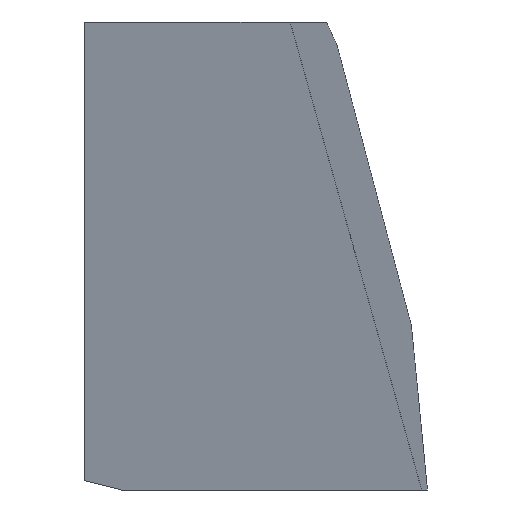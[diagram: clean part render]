
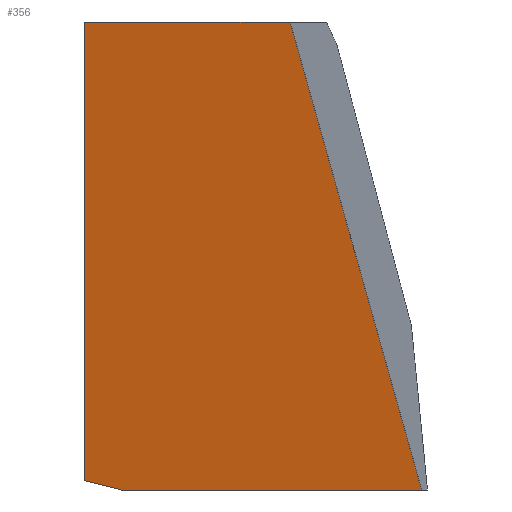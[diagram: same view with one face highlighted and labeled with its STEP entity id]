
A CAD part, left-side view. The second image highlights one B-rep face of the part: STEP entity #356.
In plain terms, the highlighted planar face has unit normal (-0.981, 0.15, -0.121).
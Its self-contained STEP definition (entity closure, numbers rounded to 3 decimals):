
#98 = PLANE('',#99);
#99 = AXIS2_PLACEMENT_3D('',#100,#101,#102);
#100 = CARTESIAN_POINT('',(0.302,0.4,0.553)
  );
#101 = DIRECTION('',(0.207,0.946,-0.249));
#102 = DIRECTION('',(0.,0.255,0.967));
#125 = PLANE('',#126);
#126 = AXIS2_PLACEMENT_3D('',#127,#128,#129);
#127 = CARTESIAN_POINT('',(0.266,0.713,1.));
#128 = DIRECTION('',(-0.,-0.,-1.));
#129 = DIRECTION('',(-1.,0.,0.));
#152 = PLANE('',#153);
#153 = AXIS2_PLACEMENT_3D('',#154,#155,#156);
#154 = CARTESIAN_POINT('',(0.363,1.,0.515));
#155 = DIRECTION('',(-0.,-1.,-0.));
#156 = DIRECTION('',(0.,0.,-1.));
#177 = PLANE('',#178);
#178 = AXIS2_PLACEMENT_3D('',#179,#180,#181);
#179 = CARTESIAN_POINT('',(0.474,0.832,0.167)
  );
#180 = DIRECTION('',(-0.685,-0.099,0.722)
  );
#181 = DIRECTION('',(0.725,0.,0.688));
#229 = PLANE('',#230);
#230 = AXIS2_PLACEMENT_3D('',#231,#232,#233);
#231 = CARTESIAN_POINT('',(0.268,0.582,
    0.));
#232 = DIRECTION('',(0.,0.,1.));
#233 = DIRECTION('',(1.,0.,0.));
#288 = VERTEX_POINT('',#289);
#289 = CARTESIAN_POINT('',(0.296,1.,0.02));
#309 = EDGE_CURVE('',#288,#310,#312,.T.);
#310 = VERTEX_POINT('',#311);
#311 = CARTESIAN_POINT('',(0.286,0.92,0.));
#312 = SURFACE_CURVE('',#313,(#317,#324),.PCURVE_S1.);
#313 = LINE('',#314,#315);
#314 = CARTESIAN_POINT('',(0.296,1.,0.02));
#315 = VECTOR('',#316,1.);
#316 = DIRECTION('',(-0.117,-0.963,-0.243));
#317 = PCURVE('',#177,#318);
#318 = DEFINITIONAL_REPRESENTATION('',(#319),#323);
#319 = LINE('',#320,#321);
#320 = CARTESIAN_POINT('',(-0.23,0.168));
#321 = VECTOR('',#322,1.);
#322 = DIRECTION('',(-0.252,-0.968));
#323 = ( GEOMETRIC_REPRESENTATION_CONTEXT(2) 
PARAMETRIC_REPRESENTATION_CONTEXT() REPRESENTATION_CONTEXT('2D SPACE',''
  ) );
#324 = PCURVE('',#325,#330);
#325 = PLANE('',#326);
#326 = AXIS2_PLACEMENT_3D('',#327,#328,#329);
#327 = CARTESIAN_POINT('',(0.196,0.699,0.459)
  );
#328 = DIRECTION('',(0.981,-0.15,0.121));
#329 = DIRECTION('',(0.151,0.989,0.));
#330 = DEFINITIONAL_REPRESENTATION('',(#331),#334);
#331 = B_SPLINE_CURVE_WITH_KNOTS('',1,(#332,#333),.UNSPECIFIED.,.F.,.F.,
  (2,2),(0.,0.083),.PIECEWISE_BEZIER_KNOTS.);
#332 = CARTESIAN_POINT('',(0.313,-0.442));
#333 = CARTESIAN_POINT('',(0.232,-0.462));
#334 = ( GEOMETRIC_REPRESENTATION_CONTEXT(2) 
PARAMETRIC_REPRESENTATION_CONTEXT() REPRESENTATION_CONTEXT('2D SPACE',''
  ) );
#356 = ADVANCED_FACE('',(#357),#325,.F.);
#357 = FACE_BOUND('',#358,.F.);
#358 = EDGE_LOOP('',(#359,#381,#382,#404,#426));
#359 = ORIENTED_EDGE('',*,*,#360,.T.);
#360 = EDGE_CURVE('',#361,#310,#363,.T.);
#361 = VERTEX_POINT('',#362);
#362 = CARTESIAN_POINT('',(0.188,0.279,
    0.));
#363 = SURFACE_CURVE('',#364,(#368,#375),.PCURVE_S1.);
#364 = LINE('',#365,#366);
#365 = CARTESIAN_POINT('',(0.188,0.279,0.));
#366 = VECTOR('',#367,1.);
#367 = DIRECTION('',(0.151,0.989,0.));
#368 = PCURVE('',#325,#369);
#369 = DEFINITIONAL_REPRESENTATION('',(#370),#374);
#370 = LINE('',#371,#372);
#371 = CARTESIAN_POINT('',(-0.416,-0.462));
#372 = VECTOR('',#373,1.);
#373 = DIRECTION('',(1.,0.));
#374 = ( GEOMETRIC_REPRESENTATION_CONTEXT(2) 
PARAMETRIC_REPRESENTATION_CONTEXT() REPRESENTATION_CONTEXT('2D SPACE',''
  ) );
#375 = PCURVE('',#229,#376);
#376 = DEFINITIONAL_REPRESENTATION('',(#377),#380);
#377 = B_SPLINE_CURVE_WITH_KNOTS('',1,(#378,#379),.UNSPECIFIED.,.F.,.F.,
  (2,2),(0.,0.648),.PIECEWISE_BEZIER_KNOTS.);
#378 = CARTESIAN_POINT('',(-0.08,-0.303));
#379 = CARTESIAN_POINT('',(0.018,0.338));
#380 = ( GEOMETRIC_REPRESENTATION_CONTEXT(2) 
PARAMETRIC_REPRESENTATION_CONTEXT() REPRESENTATION_CONTEXT('2D SPACE',''
  ) );
#381 = ORIENTED_EDGE('',*,*,#309,.F.);
#382 = ORIENTED_EDGE('',*,*,#383,.T.);
#383 = EDGE_CURVE('',#288,#384,#386,.T.);
#384 = VERTEX_POINT('',#385);
#385 = CARTESIAN_POINT('',(0.175,1.,1.));
#386 = SURFACE_CURVE('',#387,(#391,#398),.PCURVE_S1.);
#387 = LINE('',#388,#389);
#388 = CARTESIAN_POINT('',(0.296,1.,0.02));
#389 = VECTOR('',#390,1.);
#390 = DIRECTION('',(-0.123,0.,0.992));
#391 = PCURVE('',#325,#392);
#392 = DEFINITIONAL_REPRESENTATION('',(#393),#397);
#393 = LINE('',#394,#395);
#394 = CARTESIAN_POINT('',(0.313,-0.442));
#395 = VECTOR('',#396,1.);
#396 = DIRECTION('',(-0.019,1.));
#397 = ( GEOMETRIC_REPRESENTATION_CONTEXT(2) 
PARAMETRIC_REPRESENTATION_CONTEXT() REPRESENTATION_CONTEXT('2D SPACE',''
  ) );
#398 = PCURVE('',#152,#399);
#399 = DEFINITIONAL_REPRESENTATION('',(#400),#403);
#400 = B_SPLINE_CURVE_WITH_KNOTS('',1,(#401,#402),.UNSPECIFIED.,.F.,.F.,
  (2,2),(0.,0.987),.PIECEWISE_BEZIER_KNOTS.);
#401 = CARTESIAN_POINT('',(0.495,-0.067));
#402 = CARTESIAN_POINT('',(-0.485,-0.188));
#403 = ( GEOMETRIC_REPRESENTATION_CONTEXT(2) 
PARAMETRIC_REPRESENTATION_CONTEXT() REPRESENTATION_CONTEXT('2D SPACE',''
  ) );
#404 = ORIENTED_EDGE('',*,*,#405,.T.);
#405 = EDGE_CURVE('',#384,#406,#408,.T.);
#406 = VERTEX_POINT('',#407);
#407 = CARTESIAN_POINT('',(0.108,0.561,1.));
#408 = SURFACE_CURVE('',#409,(#413,#420),.PCURVE_S1.);
#409 = LINE('',#410,#411);
#410 = CARTESIAN_POINT('',(0.175,1.,1.));
#411 = VECTOR('',#412,1.);
#412 = DIRECTION('',(-0.151,-0.989,0.));
#413 = PCURVE('',#325,#414);
#414 = DEFINITIONAL_REPRESENTATION('',(#415),#419);
#415 = LINE('',#416,#417);
#416 = CARTESIAN_POINT('',(0.294,0.545));
#417 = VECTOR('',#418,1.);
#418 = DIRECTION('',(-1.,0.));
#419 = ( GEOMETRIC_REPRESENTATION_CONTEXT(2) 
PARAMETRIC_REPRESENTATION_CONTEXT() REPRESENTATION_CONTEXT('2D SPACE',''
  ) );
#420 = PCURVE('',#125,#421);
#421 = DEFINITIONAL_REPRESENTATION('',(#422),#425);
#422 = B_SPLINE_CURVE_WITH_KNOTS('',1,(#423,#424),.UNSPECIFIED.,.F.,.F.,
  (2,2),(0.,0.444),.PIECEWISE_BEZIER_KNOTS.);
#423 = CARTESIAN_POINT('',(0.091,0.287));
#424 = CARTESIAN_POINT('',(0.158,-0.152));
#425 = ( GEOMETRIC_REPRESENTATION_CONTEXT(2) 
PARAMETRIC_REPRESENTATION_CONTEXT() REPRESENTATION_CONTEXT('2D SPACE',''
  ) );
#426 = ORIENTED_EDGE('',*,*,#427,.T.);
#427 = EDGE_CURVE('',#406,#361,#428,.T.);
#428 = SURFACE_CURVE('',#429,(#433,#440),.PCURVE_S1.);
#429 = LINE('',#430,#431);
#430 = CARTESIAN_POINT('',(0.108,0.561,1.));
#431 = VECTOR('',#432,1.);
#432 = DIRECTION('',(0.077,-0.27,-0.96)
  );
#433 = PCURVE('',#325,#434);
#434 = DEFINITIONAL_REPRESENTATION('',(#435),#439);
#435 = LINE('',#436,#437);
#436 = CARTESIAN_POINT('',(-0.15,0.545));
#437 = VECTOR('',#438,1.);
#438 = DIRECTION('',(-0.255,-0.967));
#439 = ( GEOMETRIC_REPRESENTATION_CONTEXT(2) 
PARAMETRIC_REPRESENTATION_CONTEXT() REPRESENTATION_CONTEXT('2D SPACE',''
  ) );
#440 = PCURVE('',#98,#441);
#441 = DEFINITIONAL_REPRESENTATION('',(#442),#445);
#442 = B_SPLINE_CURVE_WITH_KNOTS('',1,(#443,#444),.UNSPECIFIED.,.F.,.F.,
  (2,2),(0.,1.042),.PIECEWISE_BEZIER_KNOTS.);
#443 = CARTESIAN_POINT('',(0.474,-0.199));
#444 = CARTESIAN_POINT('',(-0.565,-0.117));
#445 = ( GEOMETRIC_REPRESENTATION_CONTEXT(2) 
PARAMETRIC_REPRESENTATION_CONTEXT() REPRESENTATION_CONTEXT('2D SPACE',''
  ) );
